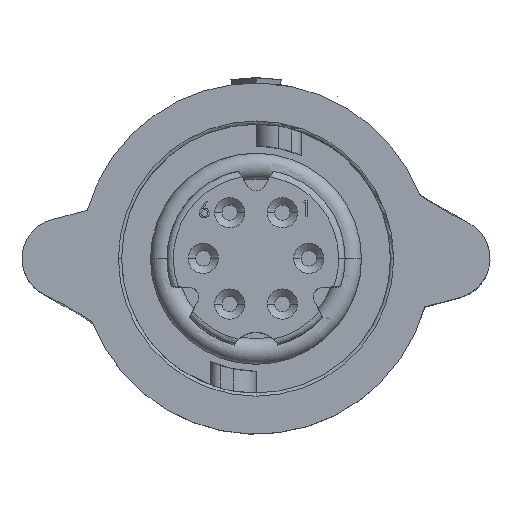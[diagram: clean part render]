
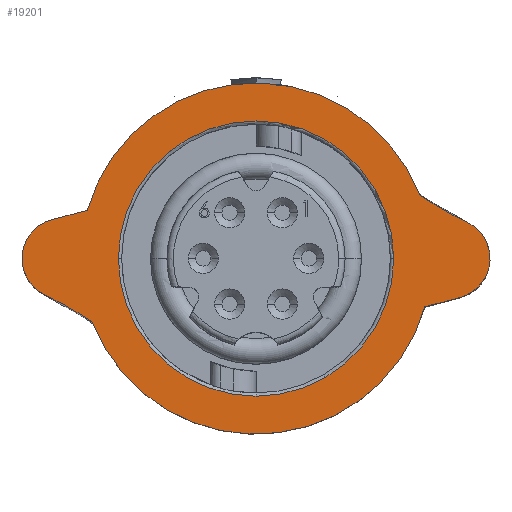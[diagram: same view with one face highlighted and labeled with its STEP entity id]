
A CAD part, top view. The second image highlights one B-rep face of the part: STEP entity #19201.
In plain terms, the highlighted planar face has unit normal (0, 0, 1).
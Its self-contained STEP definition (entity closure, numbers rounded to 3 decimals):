
#40 = CARTESIAN_POINT ( 'NONE',  ( 0., 0., 3.734 ) ) ;
#116 = EDGE_LOOP ( 'NONE', ( #14284, #4721 ) ) ;
#510 = DIRECTION ( 'NONE',  ( 0., 0., 1. ) ) ;
#549 = DIRECTION ( 'NONE',  ( 0., 0., -1. ) ) ;
#635 = CIRCLE ( 'NONE', #10279, 14.478 ) ;
#906 = VERTEX_POINT ( 'NONE', #7558 ) ;
#1133 = EDGE_CURVE ( 'NONE', #6978, #16955, #11381, .T. ) ;
#1678 = CIRCLE ( 'NONE', #13710, 6.934 ) ;
#1801 = DIRECTION ( 'NONE',  ( 0., 0., 1. ) ) ;
#2002 = CARTESIAN_POINT ( 'NONE',  ( 7.654, 0., 3.734 ) ) ;
#2087 = AXIS2_PLACEMENT_3D ( 'NONE', #17341, #2327, #12159 ) ;
#2327 = DIRECTION ( 'NONE',  ( 0., 0., -1. ) ) ;
#2473 = DIRECTION ( 'NONE',  ( 1., 0., 0. ) ) ;
#2728 = AXIS2_PLACEMENT_3D ( 'NONE', #5731, #17407, #12117 ) ;
#2893 = CARTESIAN_POINT ( 'NONE',  ( 8.065, -1.533, 3.734 ) ) ;
#2974 = CARTESIAN_POINT ( 'NONE',  ( -7.654, 0., 3.734 ) ) ;
#2987 = ORIENTED_EDGE ( 'NONE', *, *, #5970, .T. ) ;
#3274 = DIRECTION ( 'NONE',  ( 0., 0., 1. ) ) ;
#3309 = EDGE_CURVE ( 'NONE', #16955, #11489, #19671, .T. ) ;
#3392 = VECTOR ( 'NONE', #17813, 1000. ) ;
#3648 = VERTEX_POINT ( 'NONE', #18260 ) ;
#4243 = FACE_BOUND ( 'NONE', #116, .T. ) ;
#4270 = CARTESIAN_POINT ( 'NONE',  ( -5.436, 0., 3.734 ) ) ;
#4607 = VERTEX_POINT ( 'NONE', #6912 ) ;
#4721 = ORIENTED_EDGE ( 'NONE', *, *, #5709, .T. ) ;
#5475 = CIRCLE ( 'NONE', #10635, 1.588 ) ;
#5556 = CARTESIAN_POINT ( 'NONE',  ( -6.666, 1.908, 3.734 ) ) ;
#5683 = CARTESIAN_POINT ( 'NONE',  ( -9.242, 0., 3.734 ) ) ;
#5709 = EDGE_CURVE ( 'NONE', #10196, #7785, #7525, .T. ) ;
#5731 = CARTESIAN_POINT ( 'NONE',  ( 0., -6.934, 3.734 ) ) ;
#5812 = CIRCLE ( 'NONE', #21309, 1.588 ) ;
#5970 = EDGE_CURVE ( 'NONE', #3648, #14450, #1678, .T. ) ;
#6262 = CARTESIAN_POINT ( 'NONE',  ( -8.065, 1.533, 3.734 ) ) ;
#6440 = LINE ( 'NONE', #2893, #9969 ) ;
#6756 = CARTESIAN_POINT ( 'NONE',  ( 0., 0., 3.734 ) ) ;
#6912 = CARTESIAN_POINT ( 'NONE',  ( 8.065, -1.533, 3.734 ) ) ;
#6978 = VERTEX_POINT ( 'NONE', #13013 ) ;
#7164 = CIRCLE ( 'NONE', #13701, 5.436 ) ;
#7448 = ORIENTED_EDGE ( 'NONE', *, *, #16946, .T. ) ;
#7525 = CIRCLE ( 'NONE', #12015, 5.436 ) ;
#7558 = CARTESIAN_POINT ( 'NONE',  ( -8.065, 1.533, 3.734 ) ) ;
#7785 = VERTEX_POINT ( 'NONE', #15212 ) ;
#7925 = VERTEX_POINT ( 'NONE', #5683 ) ;
#8077 = ORIENTED_EDGE ( 'NONE', *, *, #1133, .T. ) ;
#8424 = DIRECTION ( 'NONE',  ( -1., 0., 0. ) ) ;
#8434 = DIRECTION ( 'NONE',  ( 0., 0., 1. ) ) ;
#9549 = VERTEX_POINT ( 'NONE', #21071 ) ;
#9698 = LINE ( 'NONE', #6262, #3392 ) ;
#9853 = EDGE_CURVE ( 'NONE', #14450, #4607, #6440, .T. ) ;
#9969 = VECTOR ( 'NONE', #12706, 1000. ) ;
#10196 = VERTEX_POINT ( 'NONE', #4270 ) ;
#10272 = CARTESIAN_POINT ( 'NONE',  ( 6.666, -1.908, 3.734 ) ) ;
#10279 = AXIS2_PLACEMENT_3D ( 'NONE', #20749, #20520, #15786 ) ;
#10357 = CARTESIAN_POINT ( 'NONE',  ( 0., 0., 3.734 ) ) ;
#10538 = DIRECTION ( 'NONE',  ( 0., 0., -1. ) ) ;
#10635 = AXIS2_PLACEMENT_3D ( 'NONE', #14932, #8434, #18296 ) ;
#11381 = CIRCLE ( 'NONE', #2087, 14.478 ) ;
#11489 = VERTEX_POINT ( 'NONE', #5556 ) ;
#11665 = DIRECTION ( 'NONE',  ( 0., 0., 1. ) ) ;
#11731 = DIRECTION ( 'NONE',  ( -1., 0., 0. ) ) ;
#11814 = DIRECTION ( 'NONE',  ( -1., 0., 0. ) ) ;
#11930 = EDGE_CURVE ( 'NONE', #4607, #6978, #16704, .T. ) ;
#12015 = AXIS2_PLACEMENT_3D ( 'NONE', #18775, #10538, #2473 ) ;
#12117 = DIRECTION ( 'NONE',  ( -1., 0., 0. ) ) ;
#12159 = DIRECTION ( 'NONE',  ( -1., 0., 0. ) ) ;
#12336 = ORIENTED_EDGE ( 'NONE', *, *, #17979, .T. ) ;
#12706 = DIRECTION ( 'NONE',  ( 0.966, 0.259, 0. ) ) ;
#13013 = CARTESIAN_POINT ( 'NONE',  ( 8.342, 1.431, 3.734 ) ) ;
#13201 = DIRECTION ( 'NONE',  ( -1., 0., 0. ) ) ;
#13701 = AXIS2_PLACEMENT_3D ( 'NONE', #10357, #549, #16970 ) ;
#13710 = AXIS2_PLACEMENT_3D ( 'NONE', #6756, #510, #11731 ) ;
#13927 = AXIS2_PLACEMENT_3D ( 'NONE', #2002, #1801, #11814 ) ;
#14284 = ORIENTED_EDGE ( 'NONE', *, *, #16151, .T. ) ;
#14450 = VERTEX_POINT ( 'NONE', #10272 ) ;
#14932 = CARTESIAN_POINT ( 'NONE',  ( -7.654, 0., 3.734 ) ) ;
#15069 = ORIENTED_EDGE ( 'NONE', *, *, #19150, .T. ) ;
#15190 = AXIS2_PLACEMENT_3D ( 'NONE', #40, #3274, #13201 ) ;
#15212 = CARTESIAN_POINT ( 'NONE',  ( 5.436, 0., 3.734 ) ) ;
#15786 = DIRECTION ( 'NONE',  ( -1., 0., 0. ) ) ;
#16151 = EDGE_CURVE ( 'NONE', #7785, #10196, #7164, .T. ) ;
#16338 = EDGE_CURVE ( 'NONE', #11489, #906, #9698, .T. ) ;
#16704 = CIRCLE ( 'NONE', #13927, 1.587 ) ;
#16946 = EDGE_CURVE ( 'NONE', #7925, #9549, #5812, .T. ) ;
#16955 = VERTEX_POINT ( 'NONE', #21104 ) ;
#16970 = DIRECTION ( 'NONE',  ( 1., 0., 0. ) ) ;
#17193 = FACE_OUTER_BOUND ( 'NONE', #18048, .T. ) ;
#17341 = CARTESIAN_POINT ( 'NONE',  ( 14.618, 14.478, 3.734 ) ) ;
#17407 = DIRECTION ( 'NONE',  ( 0., 0., -1. ) ) ;
#17813 = DIRECTION ( 'NONE',  ( -0.966, -0.259, 0. ) ) ;
#17979 = EDGE_CURVE ( 'NONE', #906, #7925, #5475, .T. ) ;
#18048 = EDGE_LOOP ( 'NONE', ( #8077, #19672, #19401, #12336, #7448, #15069, #2987, #18310, #19055 ) ) ;
#18260 = CARTESIAN_POINT ( 'NONE',  ( -6.462, -2.516, 3.734 ) ) ;
#18296 = DIRECTION ( 'NONE',  ( -1., 0., 0. ) ) ;
#18310 = ORIENTED_EDGE ( 'NONE', *, *, #9853, .T. ) ;
#18775 = CARTESIAN_POINT ( 'NONE',  ( 0., 0., 3.734 ) ) ;
#18806 = PLANE ( 'NONE',  #2728 ) ;
#19055 = ORIENTED_EDGE ( 'NONE', *, *, #11930, .T. ) ;
#19150 = EDGE_CURVE ( 'NONE', #9549, #3648, #635, .T. ) ;
#19201 = ADVANCED_FACE ( 'NONE', ( #4243, #17193 ), #18806, .F. ) ;
#19401 = ORIENTED_EDGE ( 'NONE', *, *, #16338, .T. ) ;
#19672 = ORIENTED_EDGE ( 'NONE', *, *, #3309, .T. ) ;
#19671 = CIRCLE ( 'NONE', #15190, 6.934 ) ;
#20520 = DIRECTION ( 'NONE',  ( 0., 0., -1. ) ) ;
#20749 = CARTESIAN_POINT ( 'NONE',  ( -14.618, -14.478, 3.734 ) ) ;
#21071 = CARTESIAN_POINT ( 'NONE',  ( -8.342, -1.431, 3.734 ) ) ;
#21104 = CARTESIAN_POINT ( 'NONE',  ( 6.462, 2.516, 3.734 ) ) ;
#21309 = AXIS2_PLACEMENT_3D ( 'NONE', #2974, #11665, #8424 ) ;
